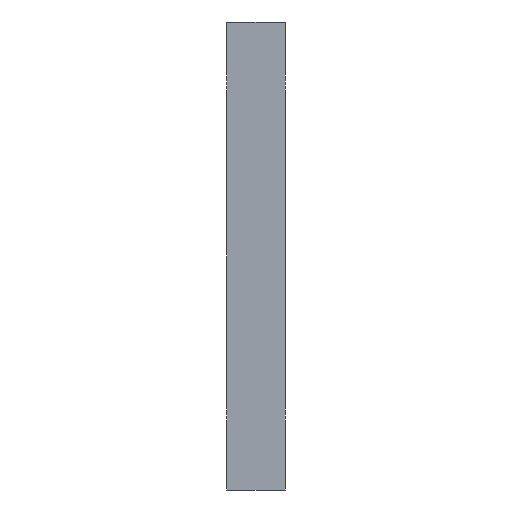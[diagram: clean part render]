
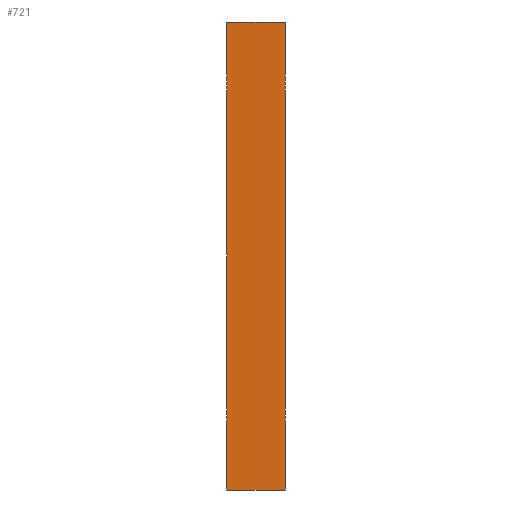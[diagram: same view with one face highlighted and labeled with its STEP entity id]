
A CAD part, left-side view. The second image highlights one B-rep face of the part: STEP entity #721.
In plain terms, the highlighted planar face has unit normal (-1, 0, 0).
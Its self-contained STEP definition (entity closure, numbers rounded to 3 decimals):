
#157=FACE_OUTER_BOUND('',#219,.T.);
#219=EDGE_LOOP('',(#558,#559,#560,#561));
#284=LINE('',#1096,#324);
#287=LINE('',#1101,#327);
#288=LINE('',#1158,#328);
#289=LINE('',#1159,#329);
#324=VECTOR('',#869,10.);
#327=VECTOR('',#874,10.);
#328=VECTOR('',#931,10.);
#329=VECTOR('',#932,10.);
#363=VERTEX_POINT('',#1093);
#364=VERTEX_POINT('',#1095);
#365=VERTEX_POINT('',#1099);
#393=VERTEX_POINT('',#1157);
#428=EDGE_CURVE('',#363,#364,#284,.T.);
#431=EDGE_CURVE('',#365,#363,#287,.T.);
#459=EDGE_CURVE('',#393,#365,#288,.T.);
#460=EDGE_CURVE('',#364,#393,#289,.T.);
#558=ORIENTED_EDGE('',*,*,#431,.F.);
#559=ORIENTED_EDGE('',*,*,#459,.F.);
#560=ORIENTED_EDGE('',*,*,#460,.F.);
#561=ORIENTED_EDGE('',*,*,#428,.F.);
#714=PLANE('',#797);
#721=ADVANCED_FACE('',(#157),#714,.F.);
#797=AXIS2_PLACEMENT_3D('',#1156,#929,#930);
#869=DIRECTION('',(0.,1.,0.));
#874=DIRECTION('',(0.,0.,-1.));
#929=DIRECTION('center_axis',(1.,0.,0.));
#930=DIRECTION('ref_axis',(0.,0.,-1.));
#931=DIRECTION('',(0.,-1.,0.));
#932=DIRECTION('',(0.,0.,1.));
#1093=CARTESIAN_POINT('',(-15.,-1.75,-40.));
#1095=CARTESIAN_POINT('',(-15.,3.25,-40.));
#1096=CARTESIAN_POINT('',(-15.,0.,-40.));
#1099=CARTESIAN_POINT('',(-15.,-1.75,0.));
#1101=CARTESIAN_POINT('',(-15.,-1.75,-2.863));
#1156=CARTESIAN_POINT('Origin',(-15.,0.,0.));
#1157=CARTESIAN_POINT('',(-15.,3.25,0.));
#1158=CARTESIAN_POINT('',(-15.,0.,0.));
#1159=CARTESIAN_POINT('',(-15.,3.25,-10.));
